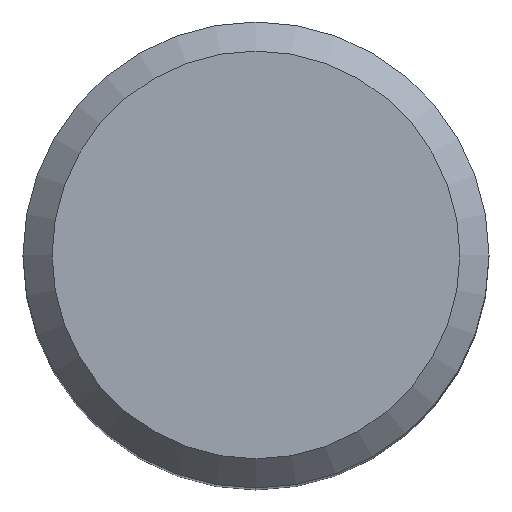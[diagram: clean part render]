
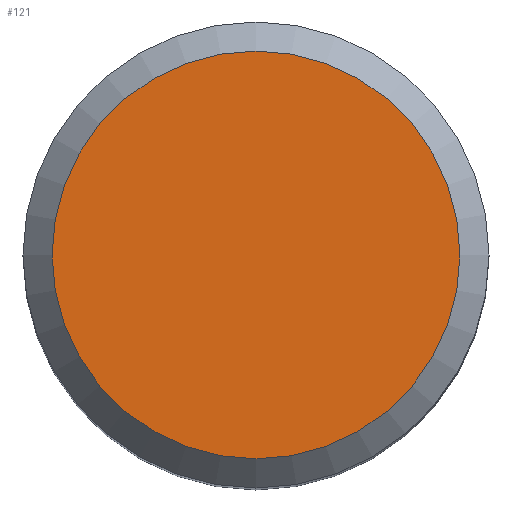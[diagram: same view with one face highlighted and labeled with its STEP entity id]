
A CAD part, top view. The second image highlights one B-rep face of the part: STEP entity #121.
In plain terms, the highlighted planar face has unit normal (0, 0, 1).
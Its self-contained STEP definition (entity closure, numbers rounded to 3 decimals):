
#111=PLANE('',#331);
#116=FACE_OUTER_BOUND('',#159,.T.);
#121=ADVANCED_FACE('',(#116),#111,.T.);
#159=EDGE_LOOP('',(#183));
#183=ORIENTED_EDGE('',*,*,#219,.T.);
#207=VERTEX_POINT('',#451);
#219=EDGE_CURVE('',#207,#207,#231,.T.);
#231=CIRCLE('',#330,13.998);
#330=AXIS2_PLACEMENT_3D('',#450,#376,#377);
#331=AXIS2_PLACEMENT_3D('',#452,#378,#379);
#376=DIRECTION('',(0.,0.,1.));
#377=DIRECTION('',(0.,1.,0.));
#378=DIRECTION('',(0.,0.,1.));
#379=DIRECTION('',(0.,1.,0.));
#450=CARTESIAN_POINT('',(0.,0.,0.));
#451=CARTESIAN_POINT('',(0.,13.997,0.));
#452=CARTESIAN_POINT('',(0.,0.,0.));
